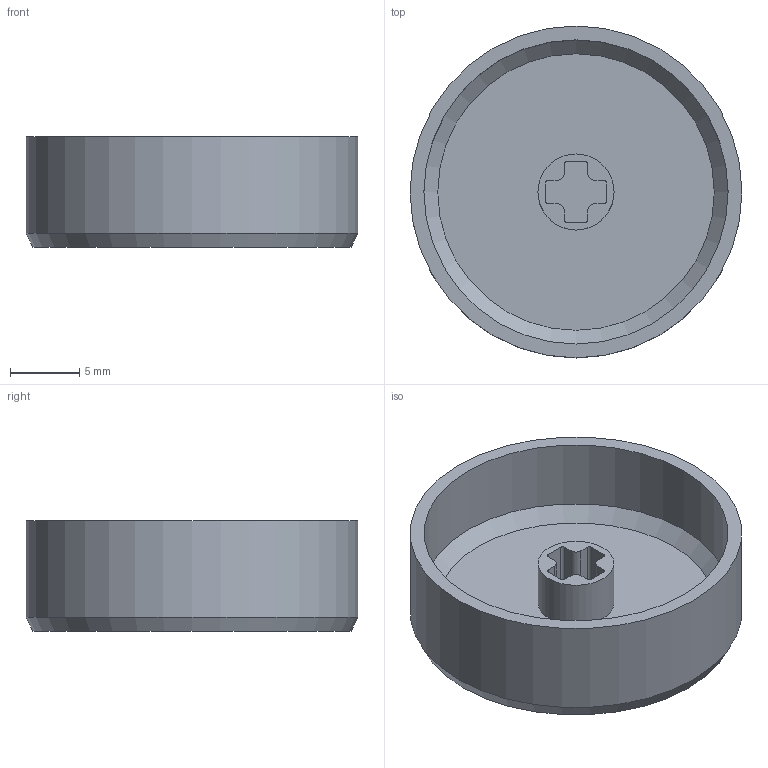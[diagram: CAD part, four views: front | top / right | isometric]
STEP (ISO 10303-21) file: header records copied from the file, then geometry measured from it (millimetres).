
FILE_DESCRIPTION(/* description */ (''),/* implementation_level */ '2;1');
FILE_NAME(/* name */ '24mm Button.step',/* time_stamp */ '2024-02-21T17:52:54-05:00',/* author */ (''),/* organization */ (''),/* preprocessor_version */ 'ST-DEVELOPER v20',/* originating_system */ 'Autodesk Translation Framework v12.20.1.177',/* authorisation */ '');
FILE_SCHEMA (('AUTOMOTIVE_DESIGN { 1 0 10303 214 3 1 1 }'));
Length unit declared in the file: millimetre
Products named in the file (1): MX 24mm Arcade Button Resin
Bounding box: 24 x 24 x 8 mm (x, y, z)
Volume: 1317.6 mm3; surface area: 1981.6 mm2
Topology: 1 solids, 1 shells, 34 faces, 85 edges, 56 vertices
Faces by surface type: plane 17, cylinder 15, cone 2
Full cylindrical faces by diameter (mm): 5.5 x1, 22 x1, 24 x1
Entity records: 1058 total; most frequent: DIRECTION 187, CARTESIAN_POINT 176, ORIENTED_EDGE 170, EDGE_CURVE 85, AXIS2_PLACEMENT_3D 67, VERTEX_POINT 56, LINE 53, VECTOR 53
